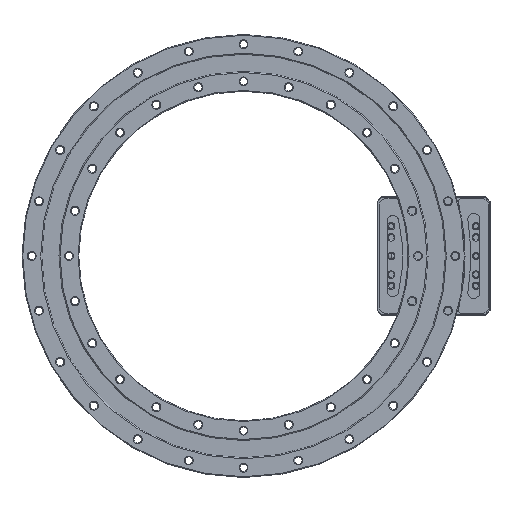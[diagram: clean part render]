
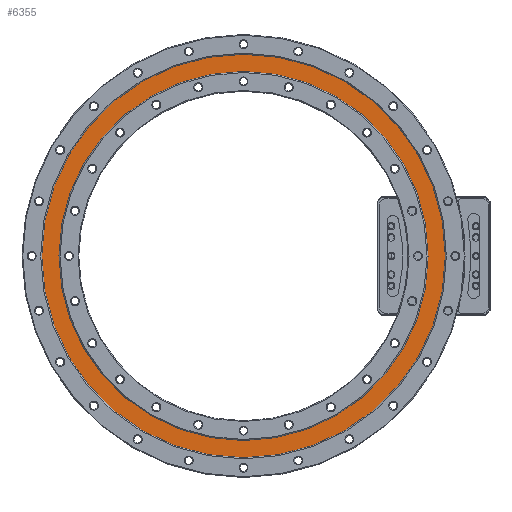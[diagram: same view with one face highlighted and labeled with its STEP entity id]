
A CAD part, front view. The second image highlights one B-rep face of the part: STEP entity #6355.
In plain terms, the highlighted planar face has unit normal (0, -1, 0).
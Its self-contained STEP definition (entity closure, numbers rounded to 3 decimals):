
#2296=PLANE('',#19398);
#2722=FACE_BOUND('',#8389,.T.);
#2723=FACE_BOUND('',#8390,.T.);
#6355=ADVANCED_FACE('',(#2722,#2723),#2296,.F.);
#8389=EDGE_LOOP('',(#10349,#10350));
#8390=EDGE_LOOP('',(#10351,#10352));
#10349=ORIENTED_EDGE('',*,*,#16364,.F.);
#10350=ORIENTED_EDGE('',*,*,#16286,.F.);
#10351=ORIENTED_EDGE('',*,*,#16365,.T.);
#10352=ORIENTED_EDGE('',*,*,#16280,.T.);
#14687=VERTEX_POINT('',#27032);
#14688=VERTEX_POINT('',#27033);
#14693=VERTEX_POINT('',#27044);
#14694=VERTEX_POINT('',#27046);
#16280=EDGE_CURVE('',#14687,#14688,#18230,.T.);
#16286=EDGE_CURVE('',#14693,#14694,#18233,.T.);
#16364=EDGE_CURVE('',#14694,#14693,#18310,.T.);
#16365=EDGE_CURVE('',#14688,#14687,#18311,.T.);
#18230=CIRCLE('',#19311,135.8);
#18233=CIRCLE('',#19315,124.2);
#18310=CIRCLE('',#19395,124.2);
#18311=CIRCLE('',#19397,135.8);
#19311=AXIS2_PLACEMENT_3D('',#27031,#22048,#22049);
#19315=AXIS2_PLACEMENT_3D('',#27045,#22059,#22060);
#19395=AXIS2_PLACEMENT_3D('',#27127,#22220,#22221);
#19397=AXIS2_PLACEMENT_3D('',#27129,#22224,#22225);
#19398=AXIS2_PLACEMENT_3D('',#27130,#22226,#22227);
#22048=DIRECTION('',(0.,-1.,0.));
#22049=DIRECTION('',(0.,0.,-1.));
#22059=DIRECTION('',(0.,-1.,0.));
#22060=DIRECTION('',(0.,0.,-1.));
#22220=DIRECTION('',(0.,-1.,0.));
#22221=DIRECTION('',(0.,0.,-1.));
#22224=DIRECTION('',(0.,-1.,0.));
#22225=DIRECTION('',(0.,0.,-1.));
#22226=DIRECTION('',(0.,1.,0.));
#22227=DIRECTION('',(0.,0.,-1.));
#27031=CARTESIAN_POINT('',(0.,0.7,0.));
#27032=CARTESIAN_POINT('',(0.,0.7,135.8));
#27033=CARTESIAN_POINT('',(0.,0.7,-135.8));
#27044=CARTESIAN_POINT('',(0.,0.7,-124.2));
#27045=CARTESIAN_POINT('',(0.,0.7,0.));
#27046=CARTESIAN_POINT('',(0.,0.7,124.2));
#27127=CARTESIAN_POINT('',(0.,0.7,0.));
#27129=CARTESIAN_POINT('',(0.,0.7,0.));
#27130=CARTESIAN_POINT('',(-135.8,0.7,0.));
